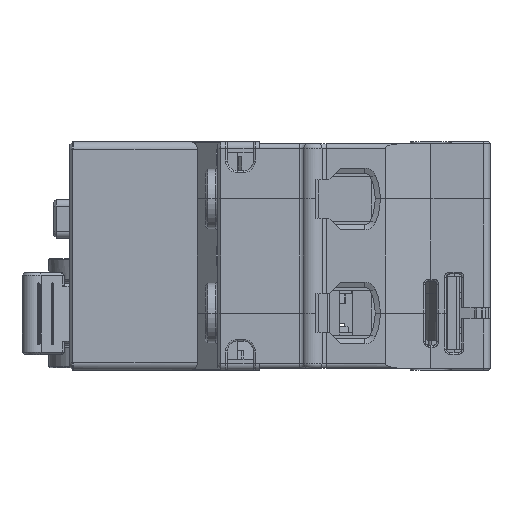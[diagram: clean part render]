
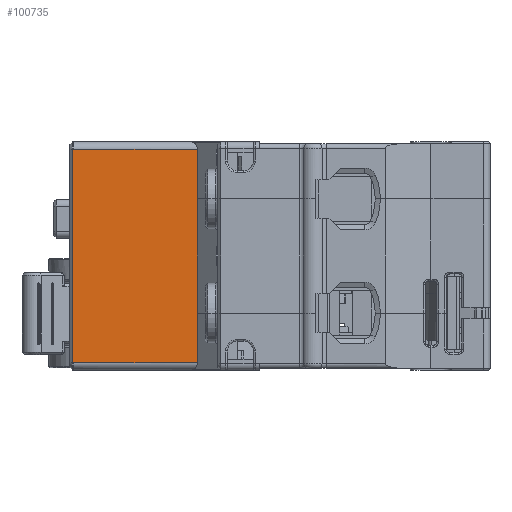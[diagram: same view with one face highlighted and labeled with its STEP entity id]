
A CAD part, left-side view. The second image highlights one B-rep face of the part: STEP entity #100735.
In plain terms, the highlighted planar face has unit normal (-1, 0, 0).
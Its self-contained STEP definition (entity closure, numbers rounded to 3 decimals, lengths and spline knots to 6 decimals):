
#72933=DIRECTION('',(0.,0.,-1.));
#72934=VECTOR('',#72933,0.0077);
#72935=CARTESIAN_POINT('',(-0.0225,0.0032,0.02995));
#72936=LINE('',#72935,#72934);
#73372=DIRECTION('',(0.,0.,-1.));
#73373=VECTOR('',#73372,0.0178);
#73374=CARTESIAN_POINT('',(-0.0225,0.0032,0.02225));
#73375=LINE('',#73374,#73373);
#73384=DIRECTION('',(0.,0.,1.));
#73385=VECTOR('',#73384,0.0332);
#73386=CARTESIAN_POINT('',(-0.0225,0.0227,-0.00325));
#73387=LINE('',#73386,#73385);
#83076=DIRECTION('',(0.,-1.,0.));
#83077=VECTOR('',#83076,0.0002);
#83078=CARTESIAN_POINT('',(-0.0225,0.0227,0.02995));
#83079=LINE('',#83078,#83077);
#84518=DIRECTION('',(0.,1.,0.));
#84519=VECTOR('',#84518,0.0002);
#84520=CARTESIAN_POINT('',(-0.0225,0.0225,-0.00325));
#84521=LINE('',#84520,#84519);
#84572=DIRECTION('',(0.,1.,0.));
#84573=VECTOR('',#84572,0.0193);
#84574=CARTESIAN_POINT('',(-0.0225,0.0032,-0.00325));
#84575=LINE('',#84574,#84573);
#84576=DIRECTION('',(0.,0.,-1.));
#84577=VECTOR('',#84576,0.0077);
#84578=CARTESIAN_POINT('',(-0.0225,0.0032,0.00445));
#84579=LINE('',#84578,#84577);
#84962=DIRECTION('',(0.,-1.,0.));
#84963=VECTOR('',#84962,0.0193);
#84964=CARTESIAN_POINT('',(-0.0225,0.0225,0.02995));
#84965=LINE('',#84964,#84963);
#89200=CARTESIAN_POINT('',(-0.0225,0.0225,-0.00325));
#89201=CARTESIAN_POINT('',(-0.0225,0.0227,-0.00325));
#89202=VERTEX_POINT('',#89200);
#89203=VERTEX_POINT('',#89201);
#89204=CARTESIAN_POINT('',(-0.0225,0.0227,0.02995));
#89205=CARTESIAN_POINT('',(-0.0225,0.0225,0.02995));
#89206=VERTEX_POINT('',#89204);
#89207=VERTEX_POINT('',#89205);
#89208=CARTESIAN_POINT('',(-0.0225,0.0032,0.02995));
#89209=VERTEX_POINT('',#89208);
#89210=CARTESIAN_POINT('',(-0.0225,0.0032,0.02225));
#89211=VERTEX_POINT('',#89210);
#89212=CARTESIAN_POINT('',(-0.0225,0.0032,0.00445));
#89213=VERTEX_POINT('',#89212);
#89214=CARTESIAN_POINT('',(-0.0225,0.0032,-0.00325));
#89215=VERTEX_POINT('',#89214);
#100714=CARTESIAN_POINT('',(-0.0225,0.0211,0.01335));
#100715=DIRECTION('',(1.,0.,0.));
#100716=DIRECTION('',(0.,-1.,0.));
#100717=AXIS2_PLACEMENT_3D('',#100714,#100715,#100716);
#100718=PLANE('',#100717);
#100720=ORIENTED_EDGE('',*,*,#100719,.T.);
#100722=ORIENTED_EDGE('',*,*,#100721,.T.);
#100724=ORIENTED_EDGE('',*,*,#100723,.T.);
#100725=ORIENTED_EDGE('',*,*,#99970,.T.);
#100726=ORIENTED_EDGE('',*,*,#100700,.T.);
#100728=ORIENTED_EDGE('',*,*,#100727,.T.);
#100730=ORIENTED_EDGE('',*,*,#100729,.T.);
#100732=ORIENTED_EDGE('',*,*,#100731,.T.);
#100733=EDGE_LOOP('',(#100720,#100722,#100724,#100725,#100726,#100728,#100730,
#100732));
#100734=FACE_OUTER_BOUND('',#100733,.F.);
#100735=ADVANCED_FACE('',(#100734),#100718,.F.);
#99970=EDGE_CURVE('',#89209,#89211,#72936,.T.);
#100700=EDGE_CURVE('',#89211,#89213,#73375,.T.);
#100719=EDGE_CURVE('',#89203,#89206,#73387,.T.);
#100721=EDGE_CURVE('',#89206,#89207,#83079,.T.);
#100723=EDGE_CURVE('',#89207,#89209,#84965,.T.);
#100727=EDGE_CURVE('',#89213,#89215,#84579,.T.);
#100729=EDGE_CURVE('',#89215,#89202,#84575,.T.);
#100731=EDGE_CURVE('',#89202,#89203,#84521,.T.);
